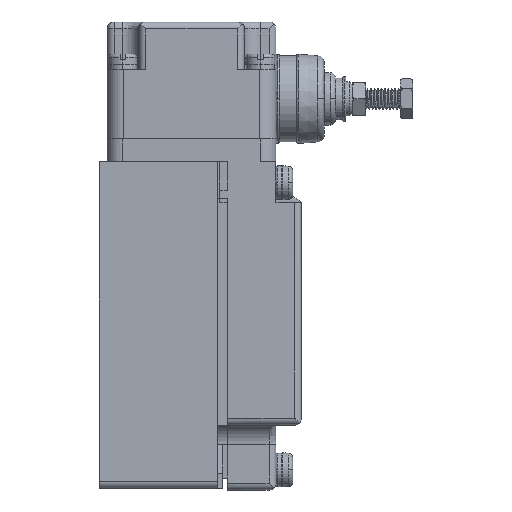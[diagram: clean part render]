
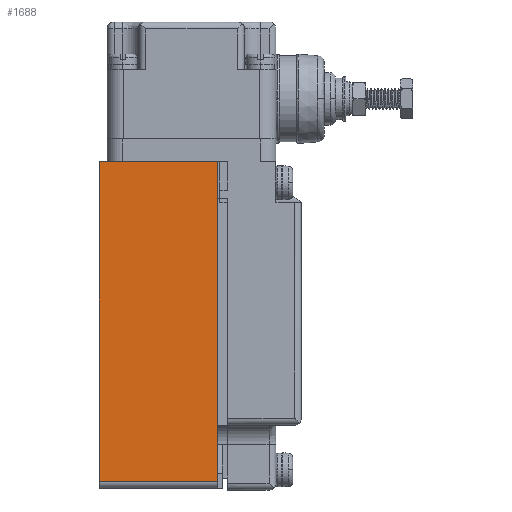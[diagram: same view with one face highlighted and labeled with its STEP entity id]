
A CAD part, left-side view. The second image highlights one B-rep face of the part: STEP entity #1688.
In plain terms, the highlighted planar face has unit normal (-1, 0, 0).
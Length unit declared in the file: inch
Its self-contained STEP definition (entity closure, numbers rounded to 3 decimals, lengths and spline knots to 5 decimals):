
#676 = ORIENTED_EDGE ( 'NONE', *, *, #22686, .T. ) ;
#1370 = EDGE_LOOP ( 'NONE', ( #676, #30430, #28946, #15024 ) ) ;
#1688 = ADVANCED_FACE ( 'NONE', ( #5472 ), #5473, .T. ) ;
#2631 = CARTESIAN_POINT ( 'NONE',  ( -2.72567, 1.0507, -2.02119 ) ) ;
#3366 = LINE ( 'NONE', #3367, #3368 ) ;
#3367 = CARTESIAN_POINT ( 'NONE',  ( -2.72567, 1.0507, 0.83681 ) ) ;
#3368 = VECTOR ( 'NONE', #3369, 39.37008 ) ;
#3369 = DIRECTION ( 'NONE',  ( 0., 0., 1. ) ) ;
#20203 = LINE ( 'NONE', #20204, #20205 ) ;
#20204 = CARTESIAN_POINT ( 'NONE',  ( -2.72567, 1.0507, -2.02119 ) ) ;
#20205 = VECTOR ( 'NONE', #20206, 39.37008 ) ;
#20206 = DIRECTION ( 'NONE',  ( 0., 1., 0. ) ) ;
#5472 = FACE_OUTER_BOUND ( 'NONE', #1370, .T. ) ;
#5473 = PLANE ( 'NONE',  #5474 ) ;
#5474 = AXIS2_PLACEMENT_3D ( 'NONE', #5475, #5476, #5477 ) ;
#5475 = CARTESIAN_POINT ( 'NONE',  ( -2.72567, 1.0507, 0.83681 ) ) ;
#5476 = DIRECTION ( 'NONE',  ( -1., 0., 0. ) ) ;
#5477 = DIRECTION ( 'NONE',  ( 0., 0., 1. ) ) ;
#5697 = CARTESIAN_POINT ( 'NONE',  ( -2.72567, 1.0507, 0.83681 ) ) ;
#22371 = VERTEX_POINT ( 'NONE', #27876 ) ;
#22686 = EDGE_CURVE ( 'NONE', #28184, #22371, #28192, .T. ) ;
#8722 = CARTESIAN_POINT ( 'NONE',  ( -2.72567, 2.1057, -2.02119 ) ) ;
#9497 = LINE ( 'NONE', #9498, #9499 ) ;
#9498 = CARTESIAN_POINT ( 'NONE',  ( -2.72567, 2.1057, -0.62319 ) ) ;
#9499 = VECTOR ( 'NONE', #9500, 39.37008 ) ;
#9500 = DIRECTION ( 'NONE',  ( 0., 0., -1. ) ) ;
#26715 = VERTEX_POINT ( 'NONE', #2631 ) ;
#27034 = EDGE_CURVE ( 'NONE', #26715, #28184, #3366, .T. ) ;
#27876 = CARTESIAN_POINT ( 'NONE',  ( -2.72567, 2.1057, 0.83681 ) ) ;
#28184 = VERTEX_POINT ( 'NONE', #5697 ) ;
#28192 = LINE ( 'NONE', #28193, #28194 ) ;
#28193 = CARTESIAN_POINT ( 'NONE',  ( -2.72567, 1.0507, 0.83681 ) ) ;
#28194 = VECTOR ( 'NONE', #28195, 39.37008 ) ;
#28195 = DIRECTION ( 'NONE',  ( 0., 1., 0. ) ) ;
#28946 = ORIENTED_EDGE ( 'NONE', *, *, #15737, .F. ) ;
#29635 = VERTEX_POINT ( 'NONE', #8722 ) ;
#29933 = EDGE_CURVE ( 'NONE', #22371, #29635, #9497, .T. ) ;
#30430 = ORIENTED_EDGE ( 'NONE', *, *, #29933, .T. ) ;
#15024 = ORIENTED_EDGE ( 'NONE', *, *, #27034, .T. ) ;
#15737 = EDGE_CURVE ( 'NONE', #26715, #29635, #20203, .T. ) ;
